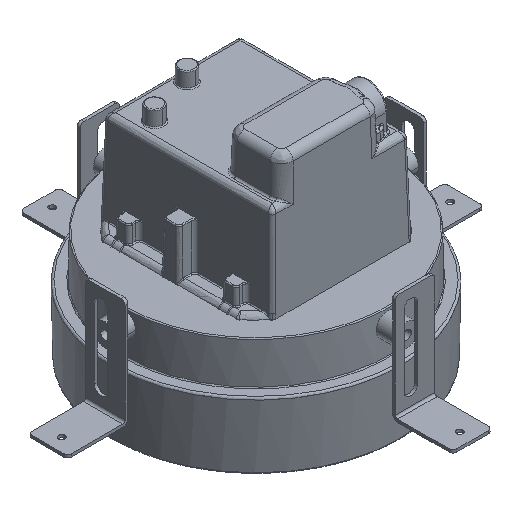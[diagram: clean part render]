
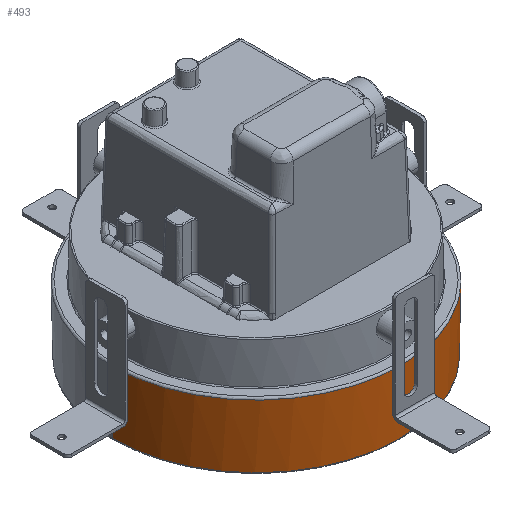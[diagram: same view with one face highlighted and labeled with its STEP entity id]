
A CAD part, isometric view. The second image highlights one B-rep face of the part: STEP entity #493.
In plain terms, the highlighted free-form (B-spline) face has degree [2, 1] with [5, 2] control points.
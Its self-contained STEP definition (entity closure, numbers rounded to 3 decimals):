
#493=ADVANCED_FACE('',(#1477),#14182,.T.);
#1477=FACE_OUTER_BOUND('',#2481,.T.);
#2481=EDGE_LOOP('',(#4831,#4832,#4833,#4834));
#4831=ORIENTED_EDGE('',*,*,#8015,.T.);
#4832=ORIENTED_EDGE('',*,*,#8017,.T.);
#4833=ORIENTED_EDGE('',*,*,#8559,.T.);
#4834=ORIENTED_EDGE('',*,*,#8571,.F.);
#8015=EDGE_CURVE('',#12664,#12665,#10109,.T.);
#8017=EDGE_CURVE('',#12665,#12663,#11679,.T.);
#8559=EDGE_CURVE('',#12663,#12830,#10511,.T.);
#8571=EDGE_CURVE('',#12664,#12830,#11822,.T.);
#10109=(
BOUNDED_CURVE()
B_SPLINE_CURVE(2,(#26108,#26109,#26110,#26111,#26112),.UNSPECIFIED.,.F.,
 .F.)
B_SPLINE_CURVE_WITH_KNOTS((3,2,3),(0.,117.823,235.646),
 .UNSPECIFIED.)
CURVE()
GEOMETRIC_REPRESENTATION_ITEM()
RATIONAL_B_SPLINE_CURVE((1.,0.707,1.,0.707,1.))
REPRESENTATION_ITEM('')
);
#10511=(
BOUNDED_CURVE()
B_SPLINE_CURVE(2,(#28888,#28889,#28890,#28891,#28892),.UNSPECIFIED.,.F.,
 .F.)
B_SPLINE_CURVE_WITH_KNOTS((3,2,3),(237.446,356.169,474.892),
 .UNSPECIFIED.)
CURVE()
GEOMETRIC_REPRESENTATION_ITEM()
RATIONAL_B_SPLINE_CURVE((1.,0.707,1.,0.707,1.))
REPRESENTATION_ITEM('')
);
#11679=B_SPLINE_CURVE_WITH_KNOTS('',1,(#26118,#26119),.UNSPECIFIED.,.F.,
 .F.,(2,2),(3.929,37.126),.UNSPECIFIED.);
#11822=B_SPLINE_CURVE_WITH_KNOTS('',1,(#28945,#28946),.UNSPECIFIED.,.F.,
 .F.,(2,2),(3.934,37.126),.UNSPECIFIED.);
#12663=VERTEX_POINT('',#25545);
#12664=VERTEX_POINT('',#25546);
#12665=VERTEX_POINT('',#25547);
#12830=VERTEX_POINT('',#25712);
#14182=(
BOUNDED_SURFACE()
B_SPLINE_SURFACE(2,1,((#24977,#24978),(#24979,#24980),(#24981,#24982),(#24983,
#24984),(#24985,#24986)),.UNSPECIFIED.,.F.,.F.,.F.)
B_SPLINE_SURFACE_WITH_KNOTS((3,2,3),(2,2),(237.659,356.489,
475.318),(0.,41.055),.UNSPECIFIED.)
GEOMETRIC_REPRESENTATION_ITEM()
RATIONAL_B_SPLINE_SURFACE(((1.,1.),(0.707,0.707),
(1.,1.),(0.707,0.707),(1.,1.)))
REPRESENTATION_ITEM('')
SURFACE()
);
#24977=CARTESIAN_POINT('',(-74.941,-6.906,-66.32));
#24978=CARTESIAN_POINT('',(-75.649,-6.906,-25.271));
#24979=CARTESIAN_POINT('',(-74.97,-81.847,-66.32));
#24980=CARTESIAN_POINT('',(-75.679,-82.555,-25.271));
#24981=CARTESIAN_POINT('',(-0.03,-81.877,-66.32));
#24982=CARTESIAN_POINT('',(-0.03,-82.585,-25.271));
#24983=CARTESIAN_POINT('',(74.911,-81.906,-66.32));
#24984=CARTESIAN_POINT('',(75.619,-82.615,-25.271));
#24985=CARTESIAN_POINT('',(74.941,-6.966,-66.32));
#24986=CARTESIAN_POINT('',(75.649,-6.966,-25.271));
#25545=CARTESIAN_POINT('',(75.582,-6.966,-29.191));
#25546=CARTESIAN_POINT('',(-75.009,-6.906,-62.386));
#25547=CARTESIAN_POINT('',(75.009,-6.966,-62.391));
#25712=CARTESIAN_POINT('',(-75.581,-6.906,-29.2));
#26108=CARTESIAN_POINT('',(-75.009,-6.906,-62.386));
#26109=CARTESIAN_POINT('',(-75.038,-81.915,-62.386));
#26110=CARTESIAN_POINT('',(-0.03,-81.945,-62.389));
#26111=CARTESIAN_POINT('',(74.979,-81.974,-62.391));
#26112=CARTESIAN_POINT('',(75.009,-6.966,-62.391));
#26118=CARTESIAN_POINT('',(75.009,-6.966,-62.391));
#26119=CARTESIAN_POINT('',(75.582,-6.966,-29.191));
#28888=CARTESIAN_POINT('',(75.582,-6.966,-29.191));
#28889=CARTESIAN_POINT('',(75.552,-82.547,-29.191));
#28890=CARTESIAN_POINT('',(-0.03,-82.518,-29.196));
#28891=CARTESIAN_POINT('',(-75.611,-82.488,-29.2));
#28892=CARTESIAN_POINT('',(-75.581,-6.906,-29.2));
#28945=CARTESIAN_POINT('',(-75.009,-6.906,-62.386));
#28946=CARTESIAN_POINT('',(-75.581,-6.906,-29.2));
